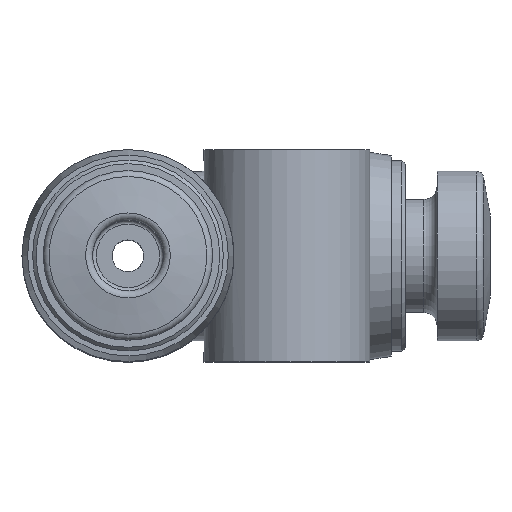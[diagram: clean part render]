
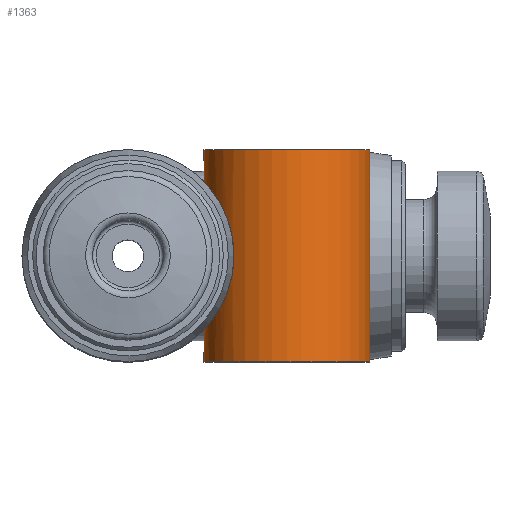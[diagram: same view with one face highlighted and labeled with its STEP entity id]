
A CAD part, top view. The second image highlights one B-rep face of the part: STEP entity #1363.
In plain terms, the highlighted cylindrical face has radius 2.35 mm (diameter 4.7 mm), a full revolution.
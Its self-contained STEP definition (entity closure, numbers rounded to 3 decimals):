
#66=B_SPLINE_CURVE_WITH_KNOTS('',3,(#1862,#1863,#1864,#1865,#1866,#1867,
#1868,#1869,#1870,#1871,#1872,#1873,#1874),.UNSPECIFIED.,.F.,.F.,(4,1,1,
1,1,1,1,1,1,1,4),(0.008,0.009,0.01,
0.011,0.012,0.013,0.014,
0.015,0.016,0.017,0.019),
 .UNSPECIFIED.);
#68=B_SPLINE_CURVE_WITH_KNOTS('',3,(#1888,#1889,#1890,#1891),
 .UNSPECIFIED.,.F.,.F.,(4,4),(0.,0.),
 .UNSPECIFIED.);
#74=B_SPLINE_CURVE_WITH_KNOTS('',3,(#1923,#1924,#1925,#1926),
 .UNSPECIFIED.,.F.,.F.,(4,4),(0.,0.),
 .UNSPECIFIED.);
#76=B_SPLINE_CURVE_WITH_KNOTS('',3,(#1945,#1946,#1947,#1948,#1949,#1950,
#1951,#1952,#1953,#1954,#1955,#1956,#1957),.UNSPECIFIED.,.F.,.F.,(4,1,1,
1,1,1,1,1,1,1,4),(0.001,0.002,0.004,
0.004,0.005,0.007,0.008,
0.009,0.009,0.011,0.012),
 .UNSPECIFIED.);
#79=B_SPLINE_CURVE_WITH_KNOTS('',3,(#1970,#1971,#1972,#1973),
 .UNSPECIFIED.,.F.,.F.,(4,4),(0.,0.),
 .UNSPECIFIED.);
#82=B_SPLINE_CURVE_WITH_KNOTS('',3,(#1986,#1987,#1988,#1989),
 .UNSPECIFIED.,.F.,.F.,(4,4),(0.,0.),
 .UNSPECIFIED.);
#240=ORIENTED_EDGE('',*,*,#375,.F.);
#241=ORIENTED_EDGE('',*,*,#376,.T.);
#242=ORIENTED_EDGE('',*,*,#331,.T.);
#243=ORIENTED_EDGE('',*,*,#306,.T.);
#244=ORIENTED_EDGE('',*,*,#327,.T.);
#245=ORIENTED_EDGE('',*,*,#311,.T.);
#246=ORIENTED_EDGE('',*,*,#323,.T.);
#247=ORIENTED_EDGE('',*,*,#319,.T.);
#306=EDGE_CURVE('',#398,#404,#66,.T.);
#311=EDGE_CURVE('',#410,#409,#68,.T.);
#319=EDGE_CURVE('',#418,#417,#74,.T.);
#323=EDGE_CURVE('',#409,#418,#76,.T.);
#327=EDGE_CURVE('',#404,#410,#79,.T.);
#331=EDGE_CURVE('',#417,#398,#82,.T.);
#375=EDGE_CURVE('',#459,#459,#527,.T.);
#376=EDGE_CURVE('',#460,#460,#528,.T.);
#398=VERTEX_POINT('',#1837);
#404=VERTEX_POINT('',#1861);
#409=VERTEX_POINT('',#1887);
#410=VERTEX_POINT('',#1892);
#417=VERTEX_POINT('',#1922);
#418=VERTEX_POINT('',#1927);
#459=VERTEX_POINT('',#2117);
#460=VERTEX_POINT('',#2119);
#527=CIRCLE('',#1494,2.35);
#528=CIRCLE('',#1495,2.35);
#631=EDGE_LOOP('',(#240));
#632=EDGE_LOOP('',(#241));
#633=EDGE_LOOP('',(#242,#243,#244,#245,#246,#247));
#761=FACE_BOUND('',#631,.T.);
#762=FACE_BOUND('',#632,.T.);
#763=FACE_BOUND('',#633,.T.);
#821=CYLINDRICAL_SURFACE('',#1493,2.35);
#1363=ADVANCED_FACE('',(#761,#762,#763),#821,.T.);
#1493=AXIS2_PLACEMENT_3D('',#2115,#1746,#1747);
#1494=AXIS2_PLACEMENT_3D('',#2116,#1748,#1749);
#1495=AXIS2_PLACEMENT_3D('',#2118,#1750,#1751);
#1746=DIRECTION('',(0.,1.,0.));
#1747=DIRECTION('',(0.,0.,1.));
#1748=DIRECTION('',(0.,1.,0.));
#1749=DIRECTION('',(0.,0.,1.));
#1750=DIRECTION('',(0.,1.,0.));
#1751=DIRECTION('',(0.,0.,1.));
#1837=CARTESIAN_POINT('',(2.827,1.005,2.85));
#1861=CARTESIAN_POINT('',(2.827,-1.005,2.85));
#1862=CARTESIAN_POINT('',(2.827,1.005,2.85));
#1863=CARTESIAN_POINT('',(2.68,1.417,2.999));
#1864=CARTESIAN_POINT('',(2.202,2.075,3.565));
#1865=CARTESIAN_POINT('',(2.091,2.156,4.826));
#1866=CARTESIAN_POINT('',(2.416,1.801,5.638));
#1867=CARTESIAN_POINT('',(2.824,1.154,6.191));
#1868=CARTESIAN_POINT('',(3.118,-0.008,6.389));
#1869=CARTESIAN_POINT('',(2.821,-1.157,6.187));
#1870=CARTESIAN_POINT('',(2.417,-1.8,5.639));
#1871=CARTESIAN_POINT('',(2.091,-2.156,4.827));
#1872=CARTESIAN_POINT('',(2.2,-2.077,3.571));
#1873=CARTESIAN_POINT('',(2.679,-1.419,2.999));
#1874=CARTESIAN_POINT('',(2.827,-1.005,2.85));
#1887=CARTESIAN_POINT('',(2.85,-1.005,2.827));
#1888=CARTESIAN_POINT('',(2.838,-0.935,2.838));
#1889=CARTESIAN_POINT('',(2.842,-0.958,2.835));
#1890=CARTESIAN_POINT('',(2.846,-0.982,2.831));
#1891=CARTESIAN_POINT('',(2.85,-1.005,2.827));
#1892=CARTESIAN_POINT('',(2.838,-0.935,2.838));
#1922=CARTESIAN_POINT('',(2.838,0.935,2.838));
#1923=CARTESIAN_POINT('',(2.85,1.005,2.827));
#1924=CARTESIAN_POINT('',(2.846,0.982,2.831));
#1925=CARTESIAN_POINT('',(2.842,0.958,2.835));
#1926=CARTESIAN_POINT('',(2.838,0.935,2.838));
#1927=CARTESIAN_POINT('',(2.85,1.005,2.827));
#1945=CARTESIAN_POINT('',(2.85,-1.005,2.827));
#1946=CARTESIAN_POINT('',(2.997,-1.412,2.682));
#1947=CARTESIAN_POINT('',(3.565,-2.076,2.203));
#1948=CARTESIAN_POINT('',(4.82,-2.157,2.09));
#1949=CARTESIAN_POINT('',(5.635,-1.803,2.414));
#1950=CARTESIAN_POINT('',(6.188,-1.159,2.821));
#1951=CARTESIAN_POINT('',(6.389,-0.002,3.118));
#1952=CARTESIAN_POINT('',(6.19,1.153,2.823));
#1953=CARTESIAN_POINT('',(5.642,1.798,2.418));
#1954=CARTESIAN_POINT('',(4.832,2.155,2.092));
#1955=CARTESIAN_POINT('',(3.573,2.081,2.198));
#1956=CARTESIAN_POINT('',(2.998,1.416,2.681));
#1957=CARTESIAN_POINT('',(2.85,1.005,2.827));
#1970=CARTESIAN_POINT('',(2.827,-1.005,2.85));
#1971=CARTESIAN_POINT('',(2.831,-0.982,2.846));
#1972=CARTESIAN_POINT('',(2.835,-0.958,2.842));
#1973=CARTESIAN_POINT('',(2.838,-0.935,2.838));
#1986=CARTESIAN_POINT('',(2.838,0.935,2.838));
#1987=CARTESIAN_POINT('',(2.835,0.958,2.842));
#1988=CARTESIAN_POINT('',(2.831,0.982,2.846));
#1989=CARTESIAN_POINT('',(2.827,1.005,2.85));
#2115=CARTESIAN_POINT('',(4.5,3.,4.5));
#2116=CARTESIAN_POINT('',(4.5,3.,4.5));
#2117=CARTESIAN_POINT('',(4.5,3.,6.85));
#2118=CARTESIAN_POINT('',(4.5,-3.,4.5));
#2119=CARTESIAN_POINT('',(4.5,-3.,6.85));
